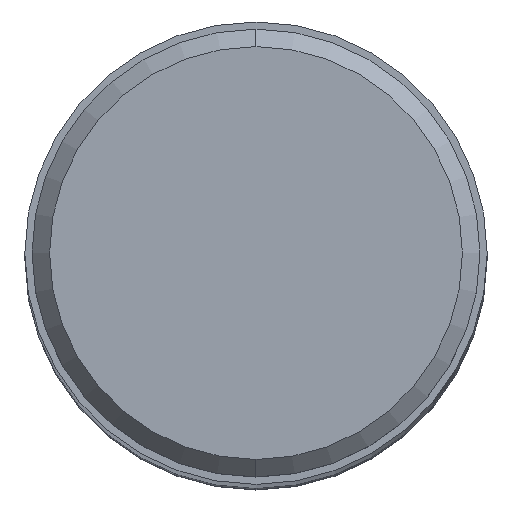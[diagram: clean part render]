
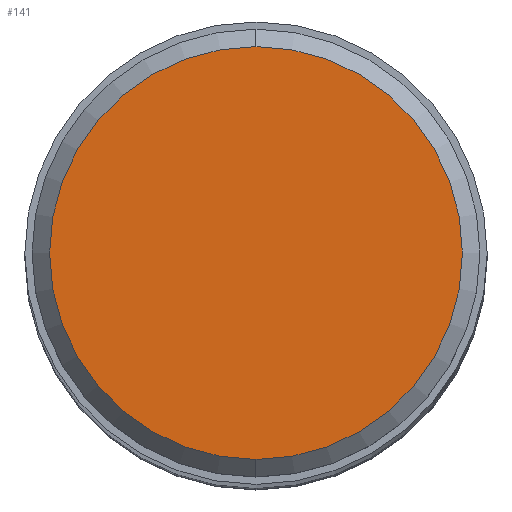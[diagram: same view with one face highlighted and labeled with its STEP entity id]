
A CAD part, top view. The second image highlights one B-rep face of the part: STEP entity #141.
In plain terms, the highlighted planar face has unit normal (0, 0, 1).
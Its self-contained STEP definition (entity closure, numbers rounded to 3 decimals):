
#29=PLANE('',#1059);
#141=ADVANCED_FACE('',(#202),#29,.F.);
#202=FACE_OUTER_BOUND('',#254,.T.);
#254=EDGE_LOOP('',(#434,#435));
#434=ORIENTED_EDGE('',*,*,#649,.F.);
#435=ORIENTED_EDGE('',*,*,#650,.F.);
#544=VERTEX_POINT('',#2627);
#545=VERTEX_POINT('',#2629);
#649=EDGE_CURVE('',#545,#544,#776,.T.);
#650=EDGE_CURVE('',#544,#545,#777,.T.);
#776=CIRCLE('',#1056,14.175);
#777=CIRCLE('',#1058,14.175);
#1056=AXIS2_PLACEMENT_3D('',#2630,#1315,#1316);
#1058=AXIS2_PLACEMENT_3D('',#2632,#1319,#1320);
#1059=AXIS2_PLACEMENT_3D('',#2633,#1321,#1322);
#1315=DIRECTION('',(0.,0.,-1.));
#1316=DIRECTION('',(0.,-1.,0.));
#1319=DIRECTION('',(0.,0.,-1.));
#1320=DIRECTION('',(0.,1.,0.));
#1321=DIRECTION('',(0.,0.,-1.));
#1322=DIRECTION('',(-1.,0.,0.));
#2627=CARTESIAN_POINT('',(0.,14.175,0.));
#2629=CARTESIAN_POINT('',(0.,-14.175,0.));
#2630=CARTESIAN_POINT('',(0.,0.,0.));
#2632=CARTESIAN_POINT('',(0.,0.,0.));
#2633=CARTESIAN_POINT('',(0.,0.,0.));
